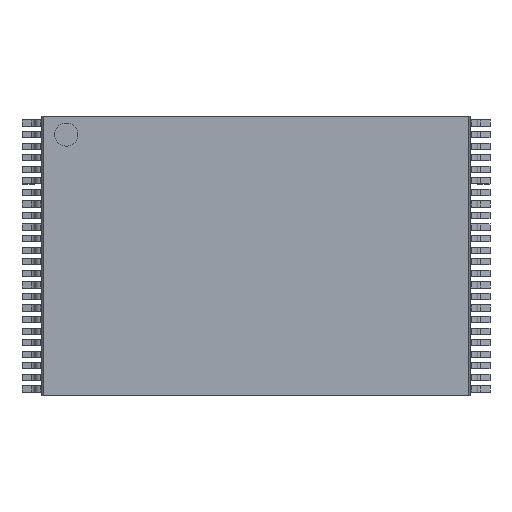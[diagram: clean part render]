
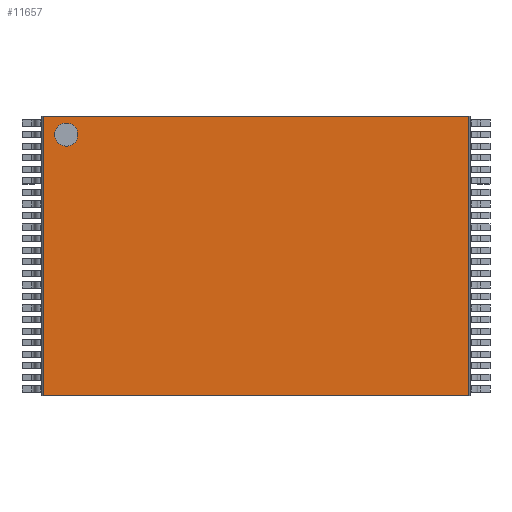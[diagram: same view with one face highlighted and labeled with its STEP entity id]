
A CAD part, top view. The second image highlights one B-rep face of the part: STEP entity #11657.
In plain terms, the highlighted planar face has unit normal (0, 0, 1).
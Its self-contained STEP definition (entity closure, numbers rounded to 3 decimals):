
#16=FACE_BOUND($,#966,.T.);
#282=FACE_OUTER_BOUND($,#965,.T.);
#965=EDGE_LOOP($,(#7746,#7747,#7748,#7749));
#966=EDGE_LOOP($,(#7750));
#1636=CIRCLE($,#12441,0.5);
#2044=LINE($,#17074,#3406);
#2055=LINE($,#17097,#3417);
#2057=LINE($,#17100,#3419);
#2058=LINE($,#17101,#3420);
#3406=VECTOR($,#13572,12.1);
#3417=VECTOR($,#13591,12.1);
#3419=VECTOR($,#13595,18.408);
#3420=VECTOR($,#13596,18.408);
#4762=VERTEX_POINT($,#17063);
#4763=VERTEX_POINT($,#17067);
#4766=VERTEX_POINT($,#17072);
#4773=VERTEX_POINT($,#17094);
#4774=VERTEX_POINT($,#17096);
#5940=EDGE_CURVE($,#4762,#4762,#1636,.T.);
#5944=EDGE_CURVE($,#4766,#4763,#2044,.T.);
#5955=EDGE_CURVE($,#4774,#4773,#2055,.T.);
#5957=EDGE_CURVE($,#4773,#4763,#2057,.T.);
#5958=EDGE_CURVE($,#4774,#4766,#2058,.T.);
#7746=ORIENTED_EDGE($,*,*,#5957,.T.);
#7747=ORIENTED_EDGE($,*,*,#5944,.F.);
#7748=ORIENTED_EDGE($,*,*,#5958,.F.);
#7749=ORIENTED_EDGE($,*,*,#5955,.T.);
#7750=ORIENTED_EDGE($,*,*,#5940,.T.);
#11163=PLANE($,#12448);
#11657=ADVANCED_FACE($,(#282,#16),#11163,.T.);
#12441=AXIS2_PLACEMENT_3D($,#17064,#13563,#13564);
#12448=AXIS2_PLACEMENT_3D($,#17099,#13593,#13594);
#13563=DIRECTION('center_axis',(0.,0.,-1.));
#13564=DIRECTION('ref_axis',(1.,0.,0.));
#13572=DIRECTION($,(0.,1.,0.));
#13591=DIRECTION($,(0.,1.,0.));
#13593=DIRECTION('center_axis',(0.,0.,1.));
#13594=DIRECTION('ref_axis',(1.,0.,0.));
#13595=DIRECTION($,(-1.,0.,0.));
#13596=DIRECTION($,(-1.,0.,0.));
#17063=CARTESIAN_POINT('',(-7.704,5.25,1.2));
#17064=CARTESIAN_POINT('Origin',(-8.204,5.25,1.2));
#17067=CARTESIAN_POINT('',(-9.204,6.05,1.2));
#17072=CARTESIAN_POINT('',(-9.204,-6.05,1.2));
#17074=CARTESIAN_POINT($,(-9.204,-6.05,1.2));
#17094=CARTESIAN_POINT('',(9.204,6.05,1.2));
#17096=CARTESIAN_POINT('',(9.204,-6.05,1.2));
#17097=CARTESIAN_POINT($,(9.204,-6.05,1.2));
#17099=CARTESIAN_POINT('Origin',(9.204,-6.05,1.2));
#17100=CARTESIAN_POINT($,(9.204,6.05,1.2));
#17101=CARTESIAN_POINT($,(9.204,-6.05,1.2));
